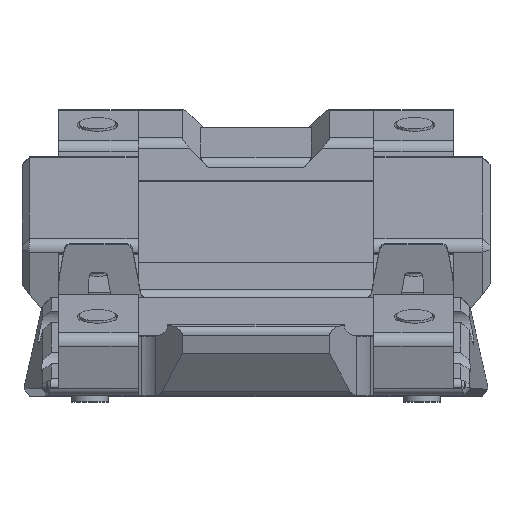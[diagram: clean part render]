
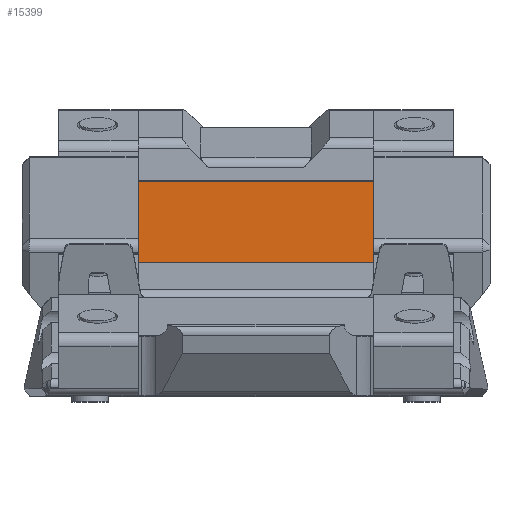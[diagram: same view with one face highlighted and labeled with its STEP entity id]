
A CAD part, top view. The second image highlights one B-rep face of the part: STEP entity #15399.
In plain terms, the highlighted planar face has unit normal (0, 0.951, 0.309).
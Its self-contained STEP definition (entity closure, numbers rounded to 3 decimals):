
#1655=PLANE('',#16683);
#2115=FACE_OUTER_BOUND('',#3038,.T.);
#3038=EDGE_LOOP('',(#11720,#11721,#11722,#11723));
#4019=LINE('',#23070,#4953);
#4137=LINE('',#23972,#5071);
#4169=LINE('',#24053,#5103);
#4174=LINE('',#24069,#5108);
#4953=VECTOR('',#18660,10.);
#5071=VECTOR('',#19026,10.);
#5103=VECTOR('',#19116,10.);
#5108=VECTOR('',#19139,10.);
#6568=VERTEX_POINT('',#23067);
#6569=VERTEX_POINT('',#23069);
#6709=VERTEX_POINT('',#23969);
#6710=VERTEX_POINT('',#23971);
#8304=EDGE_CURVE('',#6569,#6568,#4019,.T.);
#8516=EDGE_CURVE('',#6709,#6710,#4137,.T.);
#8559=EDGE_CURVE('',#6569,#6709,#4169,.T.);
#8566=EDGE_CURVE('',#6710,#6568,#4174,.T.);
#11720=ORIENTED_EDGE('',*,*,#8559,.F.);
#11721=ORIENTED_EDGE('',*,*,#8304,.T.);
#11722=ORIENTED_EDGE('',*,*,#8566,.F.);
#11723=ORIENTED_EDGE('',*,*,#8516,.F.);
#15399=ADVANCED_FACE('',(#2115),#1655,.F.);
#16683=AXIS2_PLACEMENT_3D('',#24070,#19140,#19141);
#18660=DIRECTION('',(0.,-0.309,0.951));
#19026=DIRECTION('',(0.,-0.309,0.951));
#19116=DIRECTION('',(1.,0.,0.));
#19139=DIRECTION('',(-1.,0.,0.));
#19140=DIRECTION('center_axis',(0.,-0.951,-0.309));
#19141=DIRECTION('ref_axis',(0.,-0.309,0.951));
#23067=CARTESIAN_POINT('',(-32.,34.925,28.877));
#23069=CARTESIAN_POINT('',(-32.,58.414,-43.413));
#23070=CARTESIAN_POINT('',(-32.,64.344,-61.666));
#23969=CARTESIAN_POINT('',(32.,58.414,-43.413));
#23971=CARTESIAN_POINT('',(32.,34.925,28.877));
#23972=CARTESIAN_POINT('',(32.,64.344,-61.666));
#24053=CARTESIAN_POINT('',(32.,58.414,-43.413));
#24069=CARTESIAN_POINT('',(32.,34.925,28.877));
#24070=CARTESIAN_POINT('Origin',(32.,58.975,-45.14));
